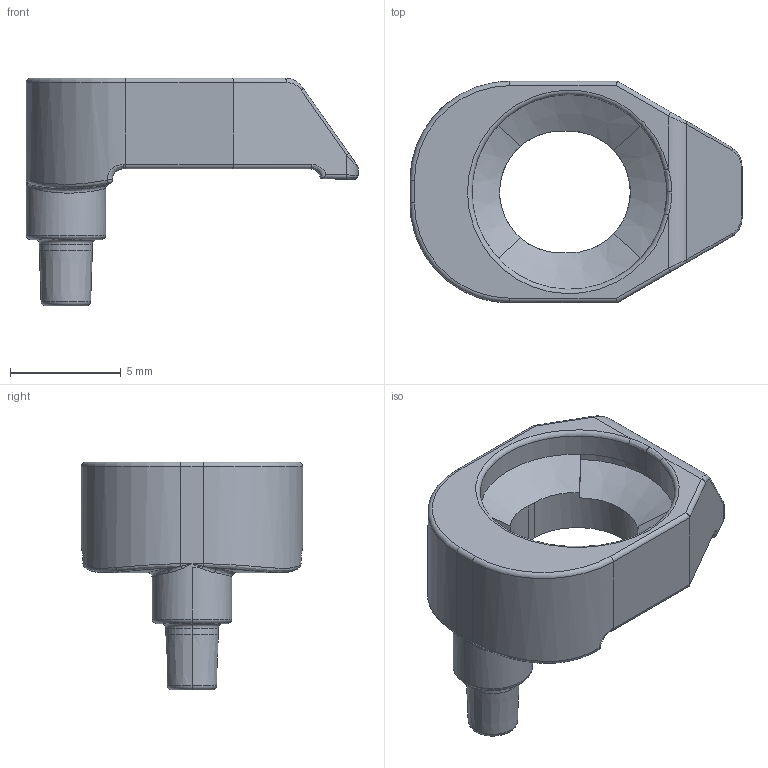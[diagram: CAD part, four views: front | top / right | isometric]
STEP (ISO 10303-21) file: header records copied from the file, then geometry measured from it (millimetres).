
FILE_DESCRIPTION(/* description */ (''),/* implementation_level */ '2;1');
FILE_NAME(/* name */ 'AMS5.stp',/* time_stamp */ '2022-02-03T10:31:44+09:00',/* author */ (''),/* organization */ (''),/* preprocessor_version */ 'ST-DEVELOPER v16',/* originating_system */ 'SIEMENS PLM Software NX 10.0',/* authorisation */ '');
FILE_SCHEMA (('AUTOMOTIVE_DESIGN { 1 0 10303 214 3 1 1 1 }'));
Length unit declared in the file: millimetre
Products named in the file (1): AMS5
Bounding box: 15 x 10 x 10.3 mm (x, y, z)
Volume: 376.1 mm3; surface area: 481.7 mm2
Topology: 1 solids, 1 shells, 99 faces, 236 edges, 139 vertices
Faces by surface type: cylinder 37, bspline 24, plane 19, torus 11, cone 6, sphere 2
Entity records: 4809 total; most frequent: CARTESIAN_POINT 2643, ORIENTED_EDGE 472, DIRECTION 414, EDGE_CURVE 236, AXIS2_PLACEMENT_3D 164, VERTEX_POINT 138, EDGE_LOOP 100, ADVANCED_FACE 99
